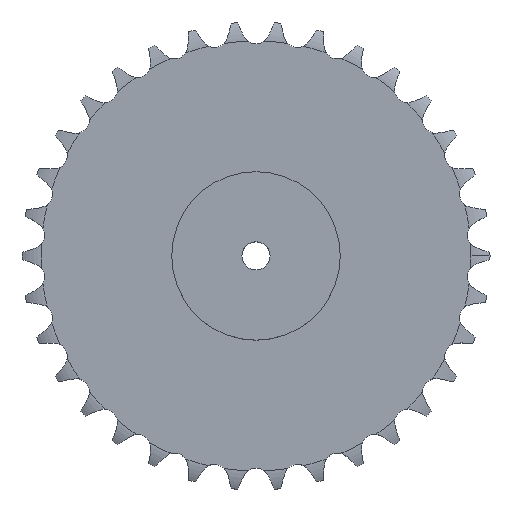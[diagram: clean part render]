
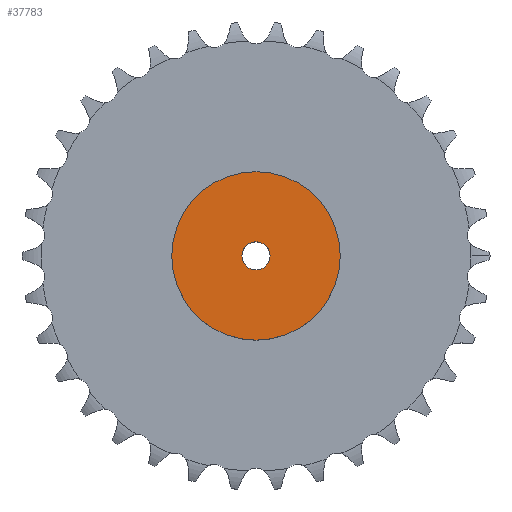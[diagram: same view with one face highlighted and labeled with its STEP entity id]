
A CAD part, top view. The second image highlights one B-rep face of the part: STEP entity #37783.
In plain terms, the highlighted planar face has unit normal (0, 0, 1).
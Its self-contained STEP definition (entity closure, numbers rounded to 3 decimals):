
#4332 = CYLINDRICAL_SURFACE('',#4333,90.);
#4333 = AXIS2_PLACEMENT_3D('',#4334,#4335,#4336);
#4334 = CARTESIAN_POINT('',(0.,0.,0.));
#4335 = DIRECTION('',(-0.,-0.,-1.));
#4336 = DIRECTION('',(1.,0.,0.));
#23896 = VERTEX_POINT('',#23897);
#23897 = CARTESIAN_POINT('',(90.,0.,75.));
#23918 = EDGE_CURVE('',#23896,#23896,#23919,.T.);
#23919 = SURFACE_CURVE('',#23920,(#23925,#23932),.PCURVE_S1.);
#23920 = CIRCLE('',#23921,90.);
#23921 = AXIS2_PLACEMENT_3D('',#23922,#23923,#23924);
#23922 = CARTESIAN_POINT('',(0.,0.,75.));
#23923 = DIRECTION('',(0.,0.,1.));
#23924 = DIRECTION('',(1.,0.,0.));
#23925 = PCURVE('',#4332,#23926);
#23926 = DEFINITIONAL_REPRESENTATION('',(#23927),#23931);
#23927 = LINE('',#23928,#23929);
#23928 = CARTESIAN_POINT('',(-0.,-75.));
#23929 = VECTOR('',#23930,1.);
#23930 = DIRECTION('',(-1.,0.));
#23931 = ( GEOMETRIC_REPRESENTATION_CONTEXT(2) 
PARAMETRIC_REPRESENTATION_CONTEXT() REPRESENTATION_CONTEXT('2D SPACE',''
  ) );
#23932 = PCURVE('',#23933,#23938);
#23933 = PLANE('',#23934);
#23934 = AXIS2_PLACEMENT_3D('',#23935,#23936,#23937);
#23935 = CARTESIAN_POINT('',(0.,0.,75.)
  );
#23936 = DIRECTION('',(0.,0.,1.));
#23937 = DIRECTION('',(1.,0.,0.));
#23938 = DEFINITIONAL_REPRESENTATION('',(#23939),#23943);
#23939 = CIRCLE('',#23940,90.);
#23940 = AXIS2_PLACEMENT_2D('',#23941,#23942);
#23941 = CARTESIAN_POINT('',(0.,0.));
#23942 = DIRECTION('',(1.,0.));
#23943 = ( GEOMETRIC_REPRESENTATION_CONTEXT(2) 
PARAMETRIC_REPRESENTATION_CONTEXT() REPRESENTATION_CONTEXT('2D SPACE',''
  ) );
#32168 = CYLINDRICAL_SURFACE('',#32169,15.);
#32169 = AXIS2_PLACEMENT_3D('',#32170,#32171,#32172);
#32170 = CARTESIAN_POINT('',(0.,0.,749.784));
#32171 = DIRECTION('',(0.,0.,1.));
#32172 = DIRECTION('',(1.,0.,0.));
#37783 = ADVANCED_FACE('',(#37784,#37787),#23933,.T.);
#37784 = FACE_BOUND('',#37785,.T.);
#37785 = EDGE_LOOP('',(#37786));
#37786 = ORIENTED_EDGE('',*,*,#23918,.T.);
#37787 = FACE_BOUND('',#37788,.T.);
#37788 = EDGE_LOOP('',(#37789));
#37789 = ORIENTED_EDGE('',*,*,#37790,.F.);
#37790 = EDGE_CURVE('',#37791,#37791,#37793,.T.);
#37791 = VERTEX_POINT('',#37792);
#37792 = CARTESIAN_POINT('',(15.,0.,75.));
#37793 = SURFACE_CURVE('',#37794,(#37799,#37806),.PCURVE_S1.);
#37794 = CIRCLE('',#37795,15.);
#37795 = AXIS2_PLACEMENT_3D('',#37796,#37797,#37798);
#37796 = CARTESIAN_POINT('',(0.,0.,75.));
#37797 = DIRECTION('',(0.,0.,1.));
#37798 = DIRECTION('',(1.,0.,0.));
#37799 = PCURVE('',#23933,#37800);
#37800 = DEFINITIONAL_REPRESENTATION('',(#37801),#37805);
#37801 = CIRCLE('',#37802,15.);
#37802 = AXIS2_PLACEMENT_2D('',#37803,#37804);
#37803 = CARTESIAN_POINT('',(0.,0.));
#37804 = DIRECTION('',(1.,0.));
#37805 = ( GEOMETRIC_REPRESENTATION_CONTEXT(2) 
PARAMETRIC_REPRESENTATION_CONTEXT() REPRESENTATION_CONTEXT('2D SPACE',''
  ) );
#37806 = PCURVE('',#32168,#37807);
#37807 = DEFINITIONAL_REPRESENTATION('',(#37808),#37812);
#37808 = LINE('',#37809,#37810);
#37809 = CARTESIAN_POINT('',(0.,-674.784));
#37810 = VECTOR('',#37811,1.);
#37811 = DIRECTION('',(1.,0.));
#37812 = ( GEOMETRIC_REPRESENTATION_CONTEXT(2) 
PARAMETRIC_REPRESENTATION_CONTEXT() REPRESENTATION_CONTEXT('2D SPACE',''
  ) );
